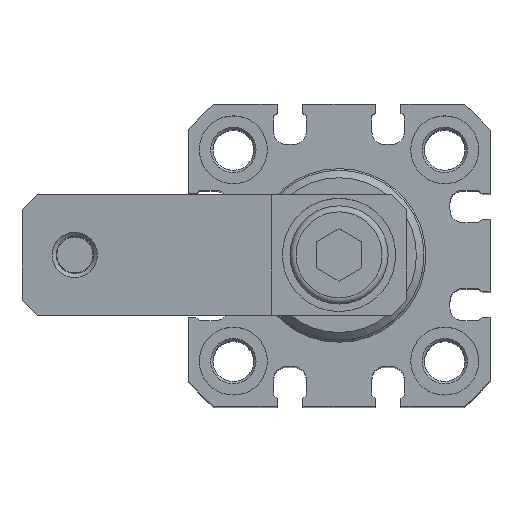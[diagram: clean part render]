
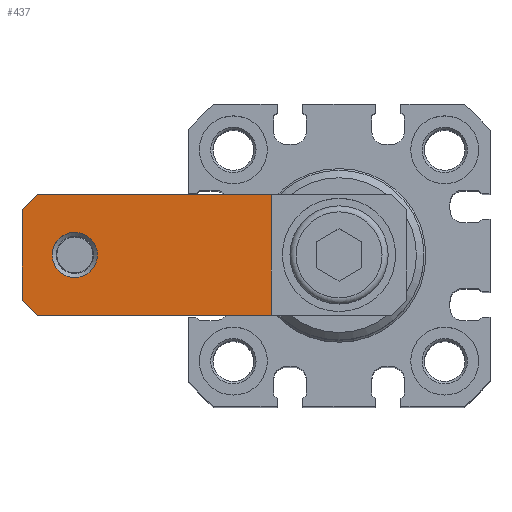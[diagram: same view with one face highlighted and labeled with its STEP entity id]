
A CAD part, top view. The second image highlights one B-rep face of the part: STEP entity #437.
In plain terms, the highlighted face is planar.
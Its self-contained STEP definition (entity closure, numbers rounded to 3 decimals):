
#437 = ADVANCED_FACE( '', ( #951, #952 ), #953, .F. );
#951 = FACE_BOUND( '', #1529, .T. );
#952 = FACE_OUTER_BOUND( '', #1530, .T. );
#953 = PLANE( '', #1531 );
#1529 = EDGE_LOOP( '', ( #3098 ) );
#1530 = EDGE_LOOP( '', ( #3099, #3100, #3101, #3102, #3103, #3104 ) );
#1531 = AXIS2_PLACEMENT_3D( '', #3105, #3106, #3107 );
#3098 = ORIENTED_EDGE( '', *, *, #3888, .F. );
#3099 = ORIENTED_EDGE( '', *, *, #3893, .F. );
#3100 = ORIENTED_EDGE( '', *, *, #3894, .F. );
#3101 = ORIENTED_EDGE( '', *, *, #3895, .T. );
#3102 = ORIENTED_EDGE( '', *, *, #3896, .T. );
#3103 = ORIENTED_EDGE( '', *, *, #3897, .F. );
#3104 = ORIENTED_EDGE( '', *, *, #3898, .F. );
#3105 = CARTESIAN_POINT( '', ( -14., 8., 9. ) );
#3106 = DIRECTION( '', ( 0.998, 0., -0.06 ) );
#3107 = DIRECTION( '', ( -0.06, 0., -0.998 ) );
#3888 = EDGE_CURVE( '', #4745, #4745, #4746, .F. );
#3893 = EDGE_CURVE( '', #4755, #4756, #4757, .T. );
#3894 = EDGE_CURVE( '', #4758, #4755, #4759, .T. );
#3895 = EDGE_CURVE( '', #4758, #4760, #4761, .T. );
#3896 = EDGE_CURVE( '', #4760, #4762, #4763, .T. );
#3897 = EDGE_CURVE( '', #4764, #4762, #4765, .T. );
#3898 = EDGE_CURVE( '', #4756, #4764, #4766, .T. );
#4745 = VERTEX_POINT( '', #6086 );
#4746 = ELLIPSE( '', #6087, 3.006, 3. );
#4755 = VERTEX_POINT( '', #6096 );
#4756 = VERTEX_POINT( '', #6097 );
#4757 = LINE( '', #6098, #6099 );
#4758 = VERTEX_POINT( '', #6100 );
#4759 = LINE( '', #6101, #6102 );
#4760 = VERTEX_POINT( '', #6103 );
#4761 = LINE( '', #6104, #6105 );
#4762 = VERTEX_POINT( '', #6106 );
#4763 = LINE( '', #6107, #6108 );
#4764 = VERTEX_POINT( '', #6109 );
#4765 = LINE( '', #6110, #6111 );
#4766 = LINE( '', #6112, #6113 );
#6086 = CARTESIAN_POINT( '', ( -12.606, 0., 32. ) );
#6087 = AXIS2_PLACEMENT_3D( '', #6957, #6958, #6959 );
#6096 = CARTESIAN_POINT( '', ( -12.121, 8., 40. ) );
#6097 = CARTESIAN_POINT( '', ( -12., 6., 42. ) );
#6098 = CARTESIAN_POINT( '', ( -13.062, 23.528, 24.472 ) );
#6099 = VECTOR( '', #6972, 1000. );
#6100 = CARTESIAN_POINT( '', ( -14., 8., 9. ) );
#6101 = CARTESIAN_POINT( '', ( -14., 8., 9. ) );
#6102 = VECTOR( '', #6973, 1000. );
#6103 = CARTESIAN_POINT( '', ( -14., -8., 9. ) );
#6104 = CARTESIAN_POINT( '', ( -14., 8., 9. ) );
#6105 = VECTOR( '', #6974, 1000. );
#6106 = CARTESIAN_POINT( '', ( -12.121, -8., 40. ) );
#6107 = CARTESIAN_POINT( '', ( -14., -8., 9. ) );
#6108 = VECTOR( '', #6975, 1000. );
#6109 = CARTESIAN_POINT( '', ( -12., -6., 42. ) );
#6110 = CARTESIAN_POINT( '', ( -12.578, -15.543, 32.457 ) );
#6111 = VECTOR( '', #6976, 1000. );
#6112 = CARTESIAN_POINT( '', ( -12., 8., 42. ) );
#6113 = VECTOR( '', #6977, 1000. );
#6957 = CARTESIAN_POINT( '', ( -12.424, 0., 35. ) );
#6958 = DIRECTION( '', ( 0.998, 0., -0.06 ) );
#6959 = DIRECTION( '', ( -0.06, 0., -0.998 ) );
#6972 = DIRECTION( '', ( 0.043, -0.706, 0.706 ) );
#6973 = DIRECTION( '', ( 0.06, 0., 0.998 ) );
#6974 = DIRECTION( '', ( 0., -1., 0. ) );
#6975 = DIRECTION( '', ( 0.06, 0., 0.998 ) );
#6976 = DIRECTION( '', ( -0.043, -0.706, -0.706 ) );
#6977 = DIRECTION( '', ( 0., -1., 0. ) );
